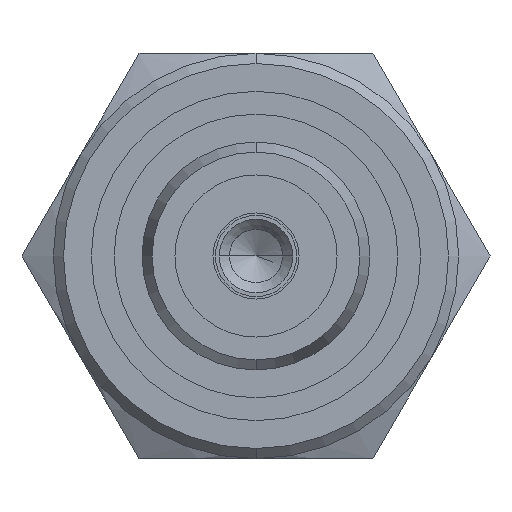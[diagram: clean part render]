
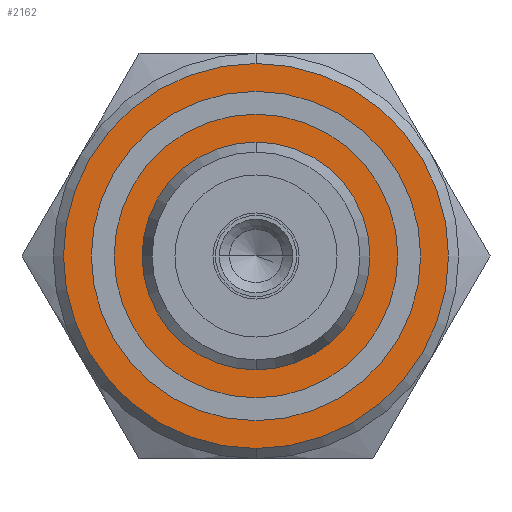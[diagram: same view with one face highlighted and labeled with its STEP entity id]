
A CAD part, front view. The second image highlights one B-rep face of the part: STEP entity #2162.
In plain terms, the highlighted planar face has unit normal (0, -1, 0).
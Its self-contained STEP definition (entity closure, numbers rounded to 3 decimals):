
#3 = EDGE_CURVE ( 'NONE', #303, #3006, #389, .T. ) ;
#25 = ORIENTED_EDGE ( 'NONE', *, *, #144, .F. ) ;
#144 = EDGE_CURVE ( 'NONE', #3006, #303, #2214, .T. ) ;
#168 = DIRECTION ( 'NONE',  ( 0., -1., 0. ) ) ;
#303 = VERTEX_POINT ( 'NONE', #2357 ) ;
#316 = FACE_BOUND ( 'NONE', #3284, .T. ) ;
#389 = CIRCLE ( 'NONE', #1179, 2.25 ) ;
#394 = PLANE ( 'NONE',  #499 ) ;
#499 = AXIS2_PLACEMENT_3D ( 'NONE', #723, #2011, #3108 ) ;
#577 = AXIS2_PLACEMENT_3D ( 'NONE', #1961, #2321, #3160 ) ;
#709 = CIRCLE ( 'NONE', #1861, 3.8 ) ;
#723 = CARTESIAN_POINT ( 'NONE',  ( 0., -5.25, 0. ) ) ;
#953 = FACE_OUTER_BOUND ( 'NONE', #2637, .T. ) ;
#1046 = ORIENTED_EDGE ( 'NONE', *, *, #3, .F. ) ;
#1048 = DIRECTION ( 'NONE',  ( 0., 0., -1. ) ) ;
#1179 = AXIS2_PLACEMENT_3D ( 'NONE', #1872, #168, #2141 ) ;
#1733 = VERTEX_POINT ( 'NONE', #2367 ) ;
#1734 = ORIENTED_EDGE ( 'NONE', *, *, #1778, .T. ) ;
#1778 = EDGE_CURVE ( 'NONE', #1733, #2059, #709, .T. ) ;
#1801 = EDGE_CURVE ( 'NONE', #2059, #1733, #2189, .T. ) ;
#1844 = DIRECTION ( 'NONE',  ( 0., -1., 0. ) ) ;
#1857 = DIRECTION ( 'NONE',  ( 0., 0., -1. ) ) ;
#1861 = AXIS2_PLACEMENT_3D ( 'NONE', #2665, #1844, #1857 ) ;
#1872 = CARTESIAN_POINT ( 'NONE',  ( 0., -5.25, 0. ) ) ;
#1961 = CARTESIAN_POINT ( 'NONE',  ( 0., -5.25, 0. ) ) ;
#2011 = DIRECTION ( 'NONE',  ( 0., -1., 0. ) ) ;
#2048 = ORIENTED_EDGE ( 'NONE', *, *, #1801, .T. ) ;
#2059 = VERTEX_POINT ( 'NONE', #2498 ) ;
#2141 = DIRECTION ( 'NONE',  ( 0., 0., -1. ) ) ;
#2149 = CARTESIAN_POINT ( 'NONE',  ( 0., -5.25, 2.25 ) ) ;
#2162 = ADVANCED_FACE ( 'NONE', ( #953, #316 ), #394, .T. ) ;
#2189 = CIRCLE ( 'NONE', #2937, 3.8 ) ;
#2214 = CIRCLE ( 'NONE', #577, 2.25 ) ;
#2321 = DIRECTION ( 'NONE',  ( 0., -1., 0. ) ) ;
#2357 = CARTESIAN_POINT ( 'NONE',  ( 0., -5.25, -2.25 ) ) ;
#2367 = CARTESIAN_POINT ( 'NONE',  ( 0., -5.25, -3.8 ) ) ;
#2498 = CARTESIAN_POINT ( 'NONE',  ( 0., -5.25, 3.8 ) ) ;
#2637 = EDGE_LOOP ( 'NONE', ( #2048, #1734 ) ) ;
#2665 = CARTESIAN_POINT ( 'NONE',  ( 0., -5.25, 0. ) ) ;
#2937 = AXIS2_PLACEMENT_3D ( 'NONE', #2943, #3165, #1048 ) ;
#2943 = CARTESIAN_POINT ( 'NONE',  ( 0., -5.25, 0. ) ) ;
#3006 = VERTEX_POINT ( 'NONE', #2149 ) ;
#3108 = DIRECTION ( 'NONE',  ( 0., 0., -1. ) ) ;
#3160 = DIRECTION ( 'NONE',  ( 0., 0., -1. ) ) ;
#3165 = DIRECTION ( 'NONE',  ( 0., -1., 0. ) ) ;
#3284 = EDGE_LOOP ( 'NONE', ( #25, #1046 ) ) ;
